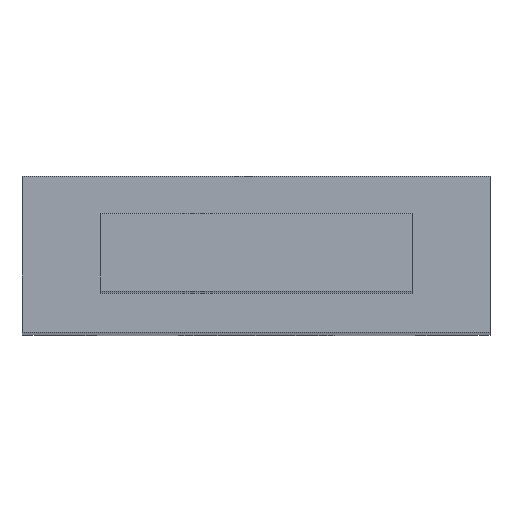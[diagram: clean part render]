
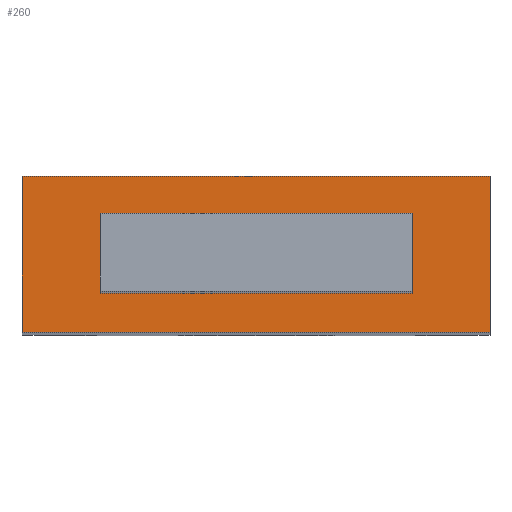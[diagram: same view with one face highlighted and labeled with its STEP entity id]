
A CAD part, top view. The second image highlights one B-rep face of the part: STEP entity #260.
In plain terms, the highlighted planar face has unit normal (0, 0, 1).
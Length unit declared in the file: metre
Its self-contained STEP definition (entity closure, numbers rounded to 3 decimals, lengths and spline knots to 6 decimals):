
#10=DIRECTION('',(1.,0.,0.));
#11=VECTOR('',#10,0.03);
#12=CARTESIAN_POINT('',(-0.015,-0.005,0.06));
#13=LINE('',#12,#11);
#37=DIRECTION('',(1.,0.,0.));
#38=VECTOR('',#37,0.03);
#39=CARTESIAN_POINT('',(-0.015,0.005,0.06));
#40=LINE('',#39,#38);
#59=DIRECTION('',(0.,1.,0.));
#60=VECTOR('',#59,0.01);
#61=CARTESIAN_POINT('',(0.015,-0.005,0.06));
#62=LINE('',#61,#60);
#63=DIRECTION('',(0.,1.,0.));
#64=VECTOR('',#63,0.01);
#65=CARTESIAN_POINT('',(-0.015,-0.005,0.06));
#66=LINE('',#65,#64);
#67=DIRECTION('',(1.,0.,0.));
#68=VECTOR('',#67,0.02);
#69=CARTESIAN_POINT('',(-0.01,-0.0025,0.06));
#70=LINE('',#69,#68);
#71=DIRECTION('',(0.,1.,0.));
#72=VECTOR('',#71,0.005);
#73=CARTESIAN_POINT('',(0.01,-0.0025,0.06));
#74=LINE('',#73,#72);
#75=DIRECTION('',(-1.,0.,0.));
#76=VECTOR('',#75,0.02);
#77=CARTESIAN_POINT('',(0.01,0.0025,0.06));
#78=LINE('',#77,#76);
#79=DIRECTION('',(0.,-1.,0.));
#80=VECTOR('',#79,0.005);
#81=CARTESIAN_POINT('',(-0.01,0.0025,0.06));
#82=LINE('',#81,#80);
#127=CARTESIAN_POINT('',(-0.015,-0.005,0.06));
#128=CARTESIAN_POINT('',(0.015,-0.005,0.06));
#129=VERTEX_POINT('',#127);
#130=VERTEX_POINT('',#128);
#131=CARTESIAN_POINT('',(-0.015,0.005,0.06));
#132=CARTESIAN_POINT('',(0.015,0.005,0.06));
#133=VERTEX_POINT('',#131);
#134=VERTEX_POINT('',#132);
#151=CARTESIAN_POINT('',(-0.01,-0.0025,0.06));
#152=CARTESIAN_POINT('',(0.01,-0.0025,0.06));
#153=VERTEX_POINT('',#151);
#154=VERTEX_POINT('',#152);
#155=CARTESIAN_POINT('',(0.01,0.0025,0.06));
#156=VERTEX_POINT('',#155);
#157=CARTESIAN_POINT('',(-0.01,0.0025,0.06));
#158=VERTEX_POINT('',#157);
#238=CARTESIAN_POINT('',(-0.015,-0.005,0.06));
#239=DIRECTION('',(0.,0.,1.));
#240=DIRECTION('',(1.,0.,0.));
#241=AXIS2_PLACEMENT_3D('',#238,#239,#240);
#242=PLANE('',#241);
#243=ORIENTED_EDGE('',*,*,#176,.F.);
#245=ORIENTED_EDGE('',*,*,#244,.T.);
#246=ORIENTED_EDGE('',*,*,#212,.T.);
#247=ORIENTED_EDGE('',*,*,#232,.F.);
#248=EDGE_LOOP('',(#243,#245,#246,#247));
#249=FACE_OUTER_BOUND('',#248,.F.);
#251=ORIENTED_EDGE('',*,*,#250,.T.);
#253=ORIENTED_EDGE('',*,*,#252,.T.);
#255=ORIENTED_EDGE('',*,*,#254,.T.);
#257=ORIENTED_EDGE('',*,*,#256,.T.);
#258=EDGE_LOOP('',(#251,#253,#255,#257));
#259=FACE_BOUND('',#258,.F.);
#260=ADVANCED_FACE('',(#249,#259),#242,.T.);
#176=EDGE_CURVE('',#129,#130,#13,.T.);
#212=EDGE_CURVE('',#133,#134,#40,.T.);
#232=EDGE_CURVE('',#130,#134,#62,.T.);
#244=EDGE_CURVE('',#129,#133,#66,.T.);
#250=EDGE_CURVE('',#153,#154,#70,.T.);
#252=EDGE_CURVE('',#154,#156,#74,.T.);
#254=EDGE_CURVE('',#156,#158,#78,.T.);
#256=EDGE_CURVE('',#158,#153,#82,.T.);
